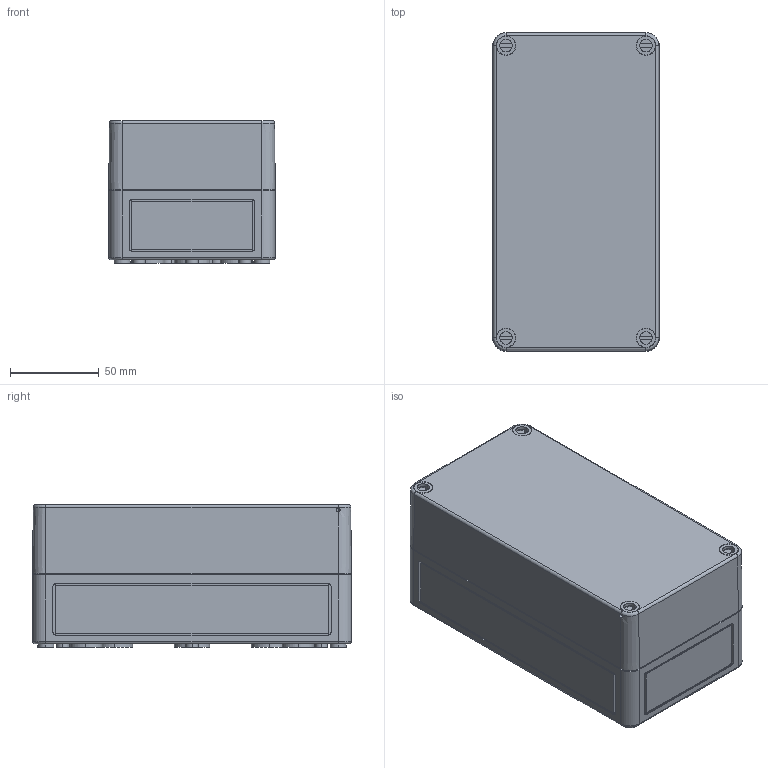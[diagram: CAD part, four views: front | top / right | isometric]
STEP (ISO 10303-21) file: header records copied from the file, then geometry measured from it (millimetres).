
FILE_DESCRIPTION (( 'STEP AP203' ), '1' );
FILE_NAME ('60091822.step', '2014-12-03T14:59:55', ( 'Windows-Benutzer' ), ( '' ), 'SwSTEP 2.0', 'SolidWorks 2014', '' );
FILE_SCHEMA (( 'CONFIG_CONTROL_DESIGN' ));
Length unit declared in the file: millimetre
Products named in the file (4): Kasten_TK1809-o60091822; Deckel_TK1809-8-t60091822; Schraube_TK58mm-schwarz60091822; 60091822
Assembly tree (6 placements, depth 2):
  60091822
    Kasten_TK1809-o60091822
    Deckel_TK1809-8-t60091822
    Schraube_TK58mm-schwarz60091822  x4
Bounding box: 94 x 180 x 80.7 mm (x, y, z)
Volume: 261412.8 mm3; surface area: 184502.1 mm2
Topology: 6 solids, 6 shells, 957 faces, 2424 edges, 1587 vertices
Faces by surface type: plane 543, cylinder 332, cone 64, torus 16, sphere 2
Entity records: 22426 total; most frequent: DIRECTION 3990, CARTESIAN_POINT 3888, ORIENTED_EDGE 3648, EDGE_CURVE 1824, AXIS2_PLACEMENT_3D 1465, VERTEX_POINT 1191, LINE 1060, VECTOR 1060
